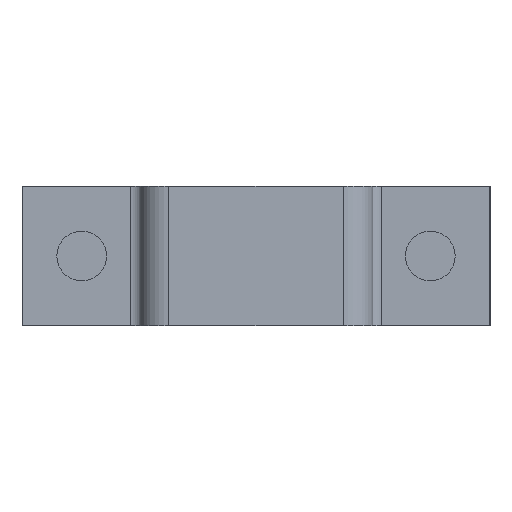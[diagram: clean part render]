
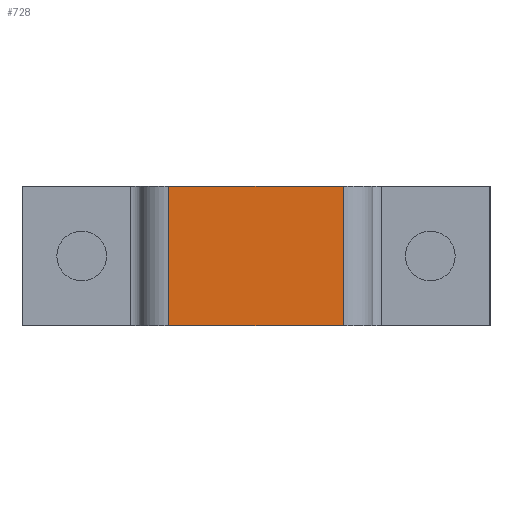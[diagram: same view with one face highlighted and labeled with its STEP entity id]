
A CAD part, front view. The second image highlights one B-rep face of the part: STEP entity #728.
In plain terms, the highlighted planar face has unit normal (0, -1, 0).
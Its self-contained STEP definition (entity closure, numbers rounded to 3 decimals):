
#63 = ORIENTED_EDGE ( 'NONE', *, *, #2007, .T. ) ;
#150 = EDGE_CURVE ( 'NONE', #3093, #1806, #2287, .T. ) ;
#192 = FACE_OUTER_BOUND ( 'NONE', #1484, .T. ) ;
#647 = CARTESIAN_POINT ( 'NONE',  ( -8.75, -20., 7. ) ) ;
#656 = DIRECTION ( 'NONE',  ( 0., 0., -1. ) ) ;
#711 = CARTESIAN_POINT ( 'NONE',  ( 8.75, -20., -7. ) ) ;
#728 = ADVANCED_FACE ( 'NONE', ( #192 ), #1677, .F. ) ;
#863 = LINE ( 'NONE', #647, #2903 ) ;
#900 = CARTESIAN_POINT ( 'NONE',  ( 8.75, -20., 7. ) ) ;
#999 = LINE ( 'NONE', #1790, #2314 ) ;
#1089 = ORIENTED_EDGE ( 'NONE', *, *, #150, .T. ) ;
#1159 = DIRECTION ( 'NONE',  ( 0., 0., 1. ) ) ;
#1227 = LINE ( 'NONE', #1884, #2097 ) ;
#1237 = EDGE_CURVE ( 'NONE', #1330, #1806, #1227, .T. ) ;
#1330 = VERTEX_POINT ( 'NONE', #900 ) ;
#1394 = ORIENTED_EDGE ( 'NONE', *, *, #1691, .F. ) ;
#1483 = VECTOR ( 'NONE', #2918, 1000. ) ;
#1484 = EDGE_LOOP ( 'NONE', ( #1089, #3321, #1394, #63 ) ) ;
#1496 = CARTESIAN_POINT ( 'NONE',  ( -8.75, -20., 7. ) ) ;
#1677 = PLANE ( 'NONE',  #1696 ) ;
#1691 = EDGE_CURVE ( 'NONE', #2942, #1330, #999, .T. ) ;
#1696 = AXIS2_PLACEMENT_3D ( 'NONE', #2212, #2744, #1159 ) ;
#1790 = CARTESIAN_POINT ( 'NONE',  ( 8.75, -20., 7. ) ) ;
#1806 = VERTEX_POINT ( 'NONE', #711 ) ;
#1880 = DIRECTION ( 'NONE',  ( 1., 0., 0. ) ) ;
#1884 = CARTESIAN_POINT ( 'NONE',  ( 8.75, -20., 7. ) ) ;
#2007 = EDGE_CURVE ( 'NONE', #2942, #3093, #863, .T. ) ;
#2097 = VECTOR ( 'NONE', #2689, 1000. ) ;
#2212 = CARTESIAN_POINT ( 'NONE',  ( 8.75, -20., 7. ) ) ;
#2246 = CARTESIAN_POINT ( 'NONE',  ( -8.75, -20., -7. ) ) ;
#2287 = LINE ( 'NONE', #2890, #1483 ) ;
#2314 = VECTOR ( 'NONE', #1880, 1000. ) ;
#2689 = DIRECTION ( 'NONE',  ( 0., 0., -1. ) ) ;
#2744 = DIRECTION ( 'NONE',  ( 0., 1., 0. ) ) ;
#2890 = CARTESIAN_POINT ( 'NONE',  ( 8.75, -20., -7. ) ) ;
#2903 = VECTOR ( 'NONE', #656, 1000. ) ;
#2918 = DIRECTION ( 'NONE',  ( 1., 0., 0. ) ) ;
#2942 = VERTEX_POINT ( 'NONE', #1496 ) ;
#3093 = VERTEX_POINT ( 'NONE', #2246 ) ;
#3321 = ORIENTED_EDGE ( 'NONE', *, *, #1237, .F. ) ;
